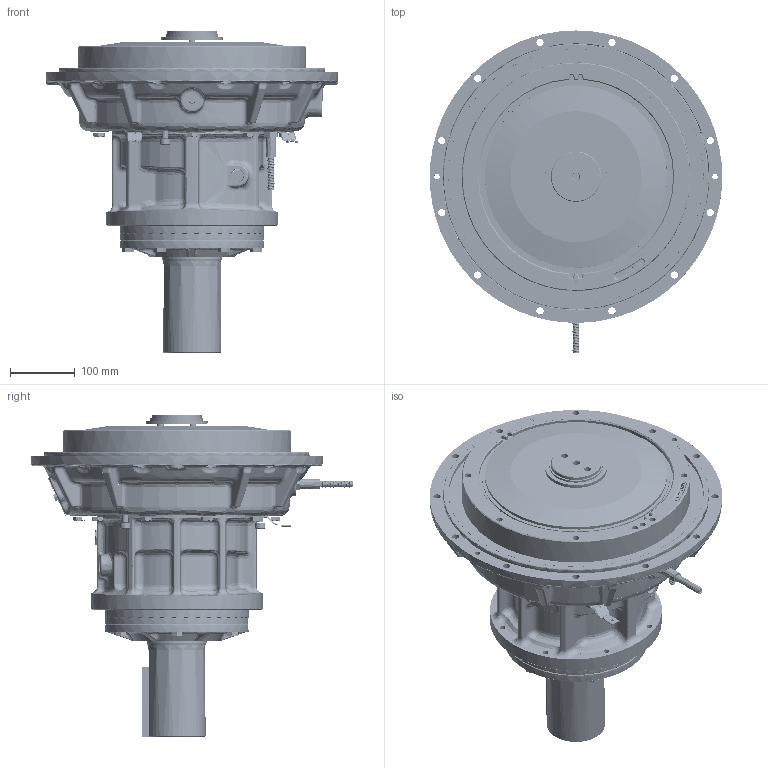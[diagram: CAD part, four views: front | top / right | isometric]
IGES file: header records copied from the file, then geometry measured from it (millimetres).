
Start section: SolidWorks IGES file using analytic representation for surfaces
Global section: file name: PX1030519B.igs; native system: SolidWorks 2019; preprocessor: SolidWorks 2019; author: smtservice; date: 210329.155100; units: millimetre
Bounding box: 450.8 x 497.94 x 497.16 mm (x, y, z)
Surface area: 1078153.6 mm2 (no closed solid volume)
Topology: 0 solids, 1 shells, 2062 faces, 34288 edges, 34073 vertices
Faces by surface type: bspline 1364, revolution 698
